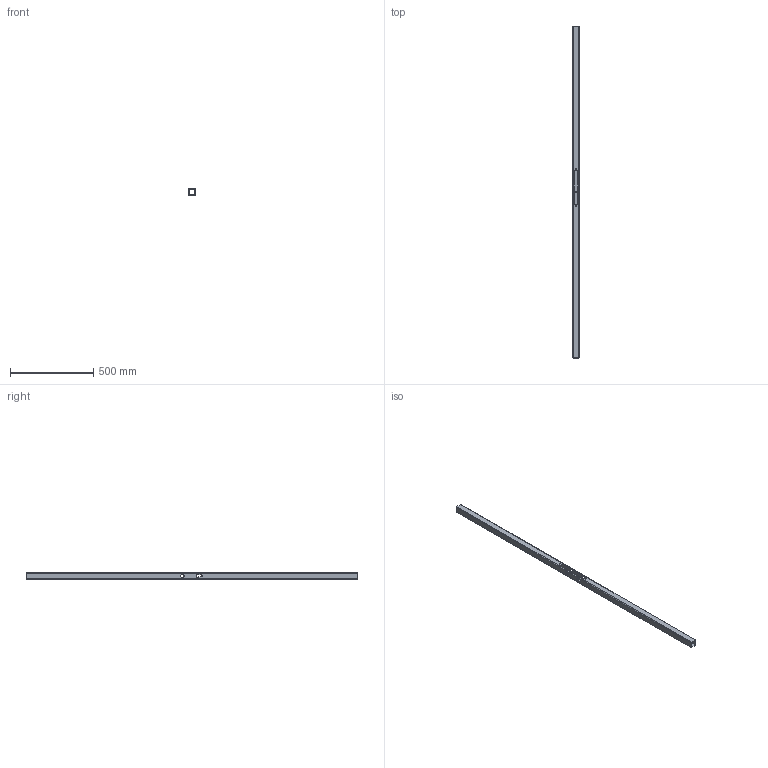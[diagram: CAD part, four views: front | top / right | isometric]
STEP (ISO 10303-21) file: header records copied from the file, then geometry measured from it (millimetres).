
FILE_DESCRIPTION (( 'STEP AP203' ), '1' );
FILE_NAME ('40301.step', '2024-10-18T11:24:07', ( '' ), ( '' ), 'SwSTEP 2.0', 'SolidWorks 2018', '' );
FILE_SCHEMA (( 'CONFIG_CONTROL_DESIGN' ));
Length unit declared in the file: millimetre
Products named in the file (1): 40301
Bounding box: 40 x 1995 x 40 mm (x, y, z)
Volume: 710550.7 mm3; surface area: 571119 mm2
Topology: 1 solids, 1 shells, 252 faces, 693 edges, 463 vertices
Faces by surface type: plane 136, bspline 100, cylinder 16
Full cylindrical faces by diameter (mm): 4.2 x2, 21 x2
Entity records: 12807 total; most frequent: CARTESIAN_POINT 6971, ORIENTED_EDGE 1372, DIRECTION 824, EDGE_CURVE 686, VERTEX_POINT 460, LINE 454, VECTOR 454, EDGE_LOOP 292
